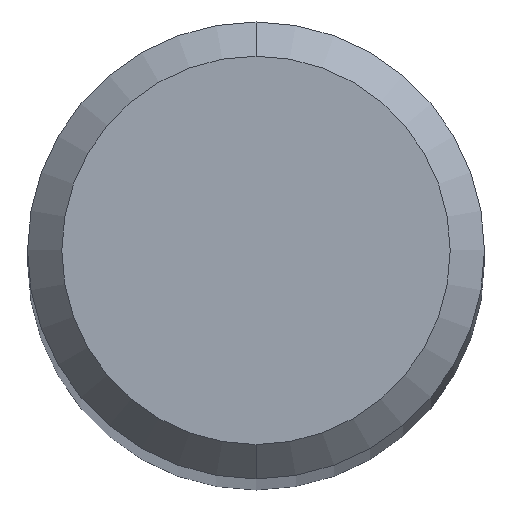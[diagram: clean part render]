
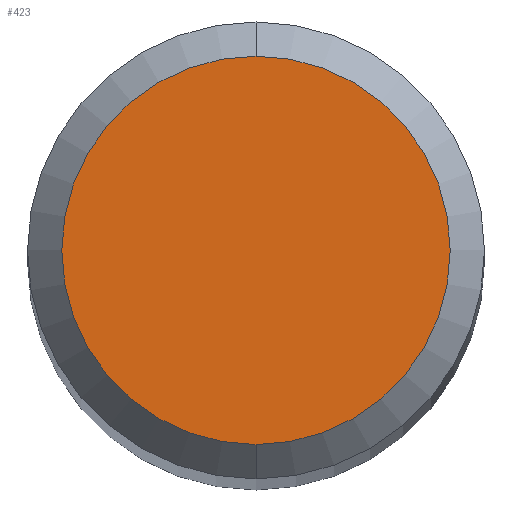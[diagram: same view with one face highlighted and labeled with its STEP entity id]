
A CAD part, top view. The second image highlights one B-rep face of the part: STEP entity #423.
In plain terms, the highlighted planar face has unit normal (0, 0, 1).
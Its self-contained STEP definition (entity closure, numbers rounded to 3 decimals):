
#265=VERTEX_POINT('',#586);
#269=EDGE_CURVE('',#313,#265,#590,.T.);
#313=VERTEX_POINT('',#637);
#379=EDGE_CURVE('',#265,#313,#707,.T.);
#423=ADVANCED_FACE('',(#756),#757,.T.);
#586=CARTESIAN_POINT('',(0.,-1.7,0.0));
#590=CIRCLE('',#974,1.7);
#637=CARTESIAN_POINT('',(0.0,1.7,0.0));
#707=CIRCLE('',#1226,1.7);
#756=FACE_OUTER_BOUND('',#1314,.T.);
#757=PLANE('',#1315);
#974=AXIS2_PLACEMENT_3D('',#1597,#1598,#1599);
#1226=AXIS2_PLACEMENT_3D('',#1707,#1708,#1709);
#1314=EDGE_LOOP('',(#1762,#1763));
#1315=AXIS2_PLACEMENT_3D('',#1764,#1765,#1766);
#1597=CARTESIAN_POINT('',(0.0,0.0,0.0));
#1598=DIRECTION('',(0.0,0.0,-1.0));
#1599=DIRECTION('',(0.0,1.0,0.0));
#1707=CARTESIAN_POINT('',(0.0,0.0,0.0));
#1708=DIRECTION('',(0.0,0.0,-1.0));
#1709=DIRECTION('',(0.0,1.0,0.0));
#1762=ORIENTED_EDGE('',*,*,#269,.F.);
#1763=ORIENTED_EDGE('',*,*,#379,.F.);
#1764=CARTESIAN_POINT('',(0.0,0.85,0.0));
#1765=DIRECTION('',(-0.0,0.0,1.0));
#1766=DIRECTION('',(0.0,-1.0,0.0));
